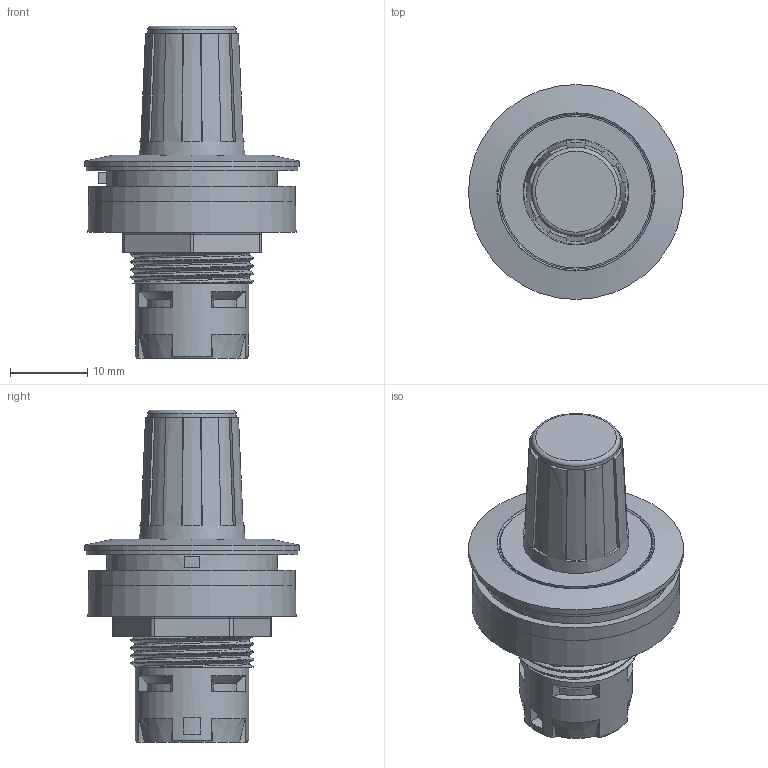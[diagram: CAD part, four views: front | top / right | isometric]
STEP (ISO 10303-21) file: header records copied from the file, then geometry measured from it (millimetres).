
FILE_DESCRIPTION(/* description */ (''),/* implementation_level */ '2;1');
FILE_NAME(/* name */ 'RRJR.stp',/* time_stamp */ '2016-03-14T16:47:43+01:00',/* author */ ('mharscher'),/* organization */ (''),/* preprocessor_version */ 'ST-DEVELOPER v15.2',/* originating_system */ 'Autodesk Inventor 2014',/* authorisation */ '');
FILE_SCHEMA (('CONFIG_CONTROL_DESIGN'));
Length unit declared in the file: centimetre
Products named in the file (1): RRJR_ipt
Bounding box: 27.9 x 27.9 x 43.08 mm (x, y, z)
Volume: 9899 mm3; surface area: 5275.8 mm2
Topology: 1 solids, 1 shells, 155 faces, 391 edges, 256 vertices
Faces by surface type: plane 80, cylinder 31, cone 25, torus 16, bspline 3
Full cylindrical faces by diameter (mm): 11.5 x1, 14.7 x1, 16 x1, 16.5 x1, 19.7 x1, 22.2 x1, 25 x1, 26.86 x1, 27.4 x1, 27.9 x1
Entity records: 8408 total; most frequent: CARTESIAN_POINT 4808, DIRECTION 756, ORIENTED_EDGE 720, EDGE_CURVE 360, AXIS2_PLACEMENT_3D 298, VERTEX_POINT 247, EDGE_LOOP 195, LINE 160
